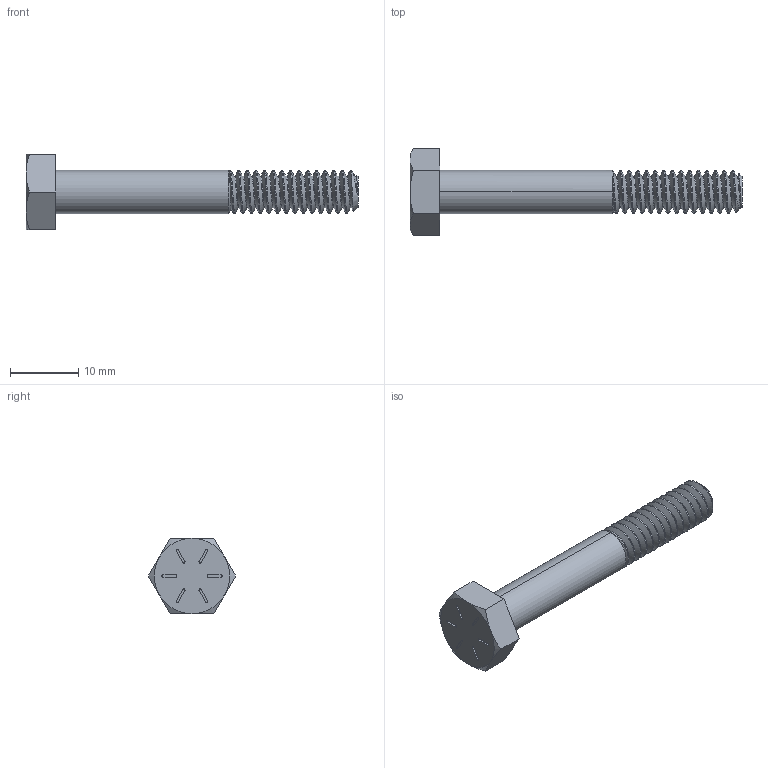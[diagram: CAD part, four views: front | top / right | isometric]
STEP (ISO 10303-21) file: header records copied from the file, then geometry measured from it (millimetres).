
FILE_DESCRIPTION (( 'STEP AP203' ), '1' );
FILE_NAME ('91257A548_Zinc Yellow-Chromate Plated Hex Head Screw.STEP', '2023-02-07T19:46:43', ( 'Administrator' ), ( 'Managed by Terraform' ), 'SwSTEP 2.0', 'SolidWorks 2017', '' );
FILE_SCHEMA (( 'CONFIG_CONTROL_DESIGN' ));
Length unit declared in the file: inch
Products named in the file (1): 91257A548_Zinc Yellow-Chromate Plated Hex Head Screw
Bounding box: 48.82 x 12.83 x 11.11 mm (x, y, z)
Volume: 1727.5 mm3; surface area: 1451.1 mm2
Topology: 1 solids, 1 shells, 88 faces, 228 edges, 149 vertices
Faces by surface type: cylinder 47, plane 27, cone 11, bspline 3
Entity records: 5171 total; most frequent: CARTESIAN_POINT 3131, ORIENTED_EDGE 456, DIRECTION 363, EDGE_CURVE 228, VERTEX_POINT 149, AXIS2_PLACEMENT_3D 132, VECTOR 99, LINE 99
